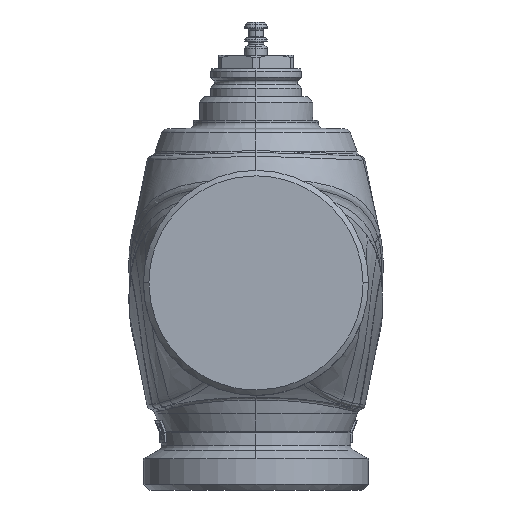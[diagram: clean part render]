
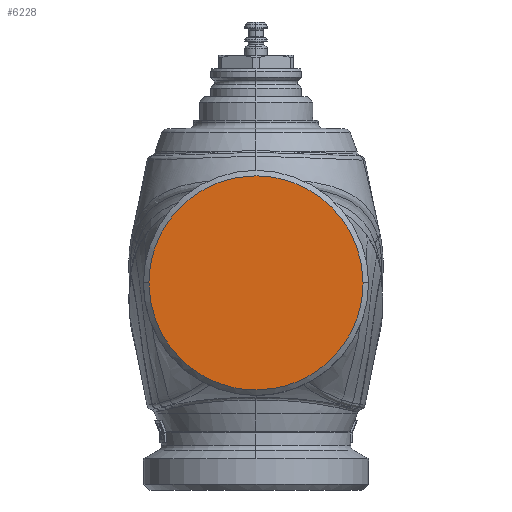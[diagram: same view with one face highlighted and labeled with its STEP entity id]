
A CAD part, left-side view. The second image highlights one B-rep face of the part: STEP entity #6228.
In plain terms, the highlighted planar face has unit normal (-1, 0, 0).
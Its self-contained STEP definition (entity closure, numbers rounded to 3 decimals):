
#6141=CARTESIAN_POINT('Axis2P3D Location',(-75.,0.,0.)) ;
#6147=CARTESIAN_POINT('Control Point',(-75.,0.,38.767)) ;
#6148=CARTESIAN_POINT('Control Point',(-75.,2.462,38.767)) ;
#6149=CARTESIAN_POINT('Control Point',(-75.,4.924,38.571)) ;
#6150=CARTESIAN_POINT('Control Point',(-75.,7.366,38.181)) ;
#6151=CARTESIAN_POINT('Control Point',(-75.,13.334,36.731)) ;
#6152=CARTESIAN_POINT('Control Point',(-75.,18.925,34.132)) ;
#6153=CARTESIAN_POINT('Control Point',(-75.,22.068,32.19)) ;
#6154=CARTESIAN_POINT('Control Point',(-75.,27.836,27.6)) ;
#6155=CARTESIAN_POINT('Control Point',(-75.,32.377,21.793)) ;
#6156=CARTESIAN_POINT('Control Point',(-75.,34.292,18.633)) ;
#6157=CARTESIAN_POINT('Control Point',(-75.,36.815,13.081)) ;
#6158=CARTESIAN_POINT('Control Point',(-75.,38.212,7.169)) ;
#6159=CARTESIAN_POINT('Control Point',(-75.,38.582,4.792)) ;
#6160=CARTESIAN_POINT('Control Point',(-75.,38.767,2.396)) ;
#6161=CARTESIAN_POINT('Control Point',(-75.,38.767,0.)) ;
#6162=CARTESIAN_POINT('Vertex',(-75.,0.,38.767)) ;
#6164=CARTESIAN_POINT('Vertex',(-75.,38.767,0.)) ;
#6168=CARTESIAN_POINT('Control Point',(-75.,38.767,0.)) ;
#6169=CARTESIAN_POINT('Control Point',(-75.,38.767,-3.66)) ;
#6170=CARTESIAN_POINT('Control Point',(-75.,38.335,-7.321)) ;
#6171=CARTESIAN_POINT('Control Point',(-75.,37.471,-10.913)) ;
#6172=CARTESIAN_POINT('Control Point',(-75.,34.911,-17.826)) ;
#6173=CARTESIAN_POINT('Control Point',(-75.,30.813,-23.953)) ;
#6174=CARTESIAN_POINT('Control Point',(-75.,28.41,-26.759)) ;
#6175=CARTESIAN_POINT('Control Point',(-75.,22.987,-31.752)) ;
#6176=CARTESIAN_POINT('Control Point',(-75.,16.55,-35.345)) ;
#6177=CARTESIAN_POINT('Control Point',(-75.,13.133,-36.752)) ;
#6178=CARTESIAN_POINT('Control Point',(-75.,8.421,-38.066)) ;
#6179=CARTESIAN_POINT('Control Point',(-75.,3.592,-38.628)) ;
#6180=CARTESIAN_POINT('Control Point',(-75.,2.396,-38.721)) ;
#6181=CARTESIAN_POINT('Control Point',(-75.,1.198,-38.767)) ;
#6182=CARTESIAN_POINT('Control Point',(-75.,0.,-38.767)) ;
#6183=CARTESIAN_POINT('Vertex',(-75.,0.,-38.767)) ;
#6187=CARTESIAN_POINT('Control Point',(-75.,0.,-38.767)) ;
#6188=CARTESIAN_POINT('Control Point',(-75.,-2.462,-38.767)) ;
#6189=CARTESIAN_POINT('Control Point',(-75.,-4.924,-38.571)) ;
#6190=CARTESIAN_POINT('Control Point',(-75.,-7.366,-38.181)) ;
#6191=CARTESIAN_POINT('Control Point',(-75.,-13.334,-36.731)) ;
#6192=CARTESIAN_POINT('Control Point',(-75.,-18.925,-34.132)) ;
#6193=CARTESIAN_POINT('Control Point',(-75.,-22.068,-32.19)) ;
#6194=CARTESIAN_POINT('Control Point',(-75.,-27.836,-27.6)) ;
#6195=CARTESIAN_POINT('Control Point',(-75.,-32.377,-21.793)) ;
#6196=CARTESIAN_POINT('Control Point',(-75.,-34.292,-18.633)) ;
#6197=CARTESIAN_POINT('Control Point',(-75.,-36.815,-13.081)) ;
#6198=CARTESIAN_POINT('Control Point',(-75.,-38.212,-7.169)) ;
#6199=CARTESIAN_POINT('Control Point',(-75.,-38.582,-4.792)) ;
#6200=CARTESIAN_POINT('Control Point',(-75.,-38.767,-2.396)) ;
#6201=CARTESIAN_POINT('Control Point',(-75.,-38.767,0.)) ;
#6202=CARTESIAN_POINT('Vertex',(-75.,-38.767,0.)) ;
#6206=CARTESIAN_POINT('Control Point',(-75.,-38.767,0.)) ;
#6207=CARTESIAN_POINT('Control Point',(-75.,-38.767,3.66)) ;
#6208=CARTESIAN_POINT('Control Point',(-75.,-38.335,7.321)) ;
#6209=CARTESIAN_POINT('Control Point',(-75.,-37.471,10.913)) ;
#6210=CARTESIAN_POINT('Control Point',(-75.,-34.911,17.826)) ;
#6211=CARTESIAN_POINT('Control Point',(-75.,-30.813,23.953)) ;
#6212=CARTESIAN_POINT('Control Point',(-75.,-28.41,26.759)) ;
#6213=CARTESIAN_POINT('Control Point',(-75.,-22.987,31.752)) ;
#6214=CARTESIAN_POINT('Control Point',(-75.,-16.55,35.345)) ;
#6215=CARTESIAN_POINT('Control Point',(-75.,-13.133,36.752)) ;
#6216=CARTESIAN_POINT('Control Point',(-75.,-8.421,38.066)) ;
#6217=CARTESIAN_POINT('Control Point',(-75.,-3.592,38.628)) ;
#6218=CARTESIAN_POINT('Control Point',(-75.,-2.396,38.721)) ;
#6219=CARTESIAN_POINT('Control Point',(-75.,-1.198,38.767)) ;
#6220=CARTESIAN_POINT('Control Point',(-75.,0.,38.767)) ;
#6142=DIRECTION('Axis2P3D Direction',(1.,0.,0.)) ;
#6143=DIRECTION('Axis2P3D XDirection',(0.,1.,0.)) ;
#6144=AXIS2_PLACEMENT_3D('Plane Axis2P3D',#6141,#6142,#6143) ;
#6145=PLANE('',#6144) ;
#6166=EDGE_CURVE('',#6163,#6165,#6146,.T.) ;
#6185=EDGE_CURVE('',#6165,#6184,#6167,.T.) ;
#6204=EDGE_CURVE('',#6184,#6203,#6186,.T.) ;
#6221=EDGE_CURVE('',#6203,#6163,#6205,.T.) ;
#6223=ORIENTED_EDGE('',*,*,#6166,.T.) ;
#6224=ORIENTED_EDGE('',*,*,#6185,.T.) ;
#6225=ORIENTED_EDGE('',*,*,#6204,.T.) ;
#6226=ORIENTED_EDGE('',*,*,#6221,.T.) ;
#6222=EDGE_LOOP('',(#6223,#6224,#6225,#6226)) ;
#6163=VERTEX_POINT('',#6162) ;
#6165=VERTEX_POINT('',#6164) ;
#6184=VERTEX_POINT('',#6183) ;
#6203=VERTEX_POINT('',#6202) ;
#6228=ADVANCED_FACE('PartBody',(#6227),#6145,.F.) ;
#6146=B_SPLINE_CURVE_WITH_KNOTS('',5,(#6147,#6148,#6149,#6150,#6151,#6152,#6153,#6154,#6155,#6156,#6157,#6158,#6159,#6160,#6161),.UNSPECIFIED.,.F.,.U.,(6,3,3,3,6),(86.118,103.528,129.41,155.292,172.236),.UNSPECIFIED.) ;
#6167=B_SPLINE_CURVE_WITH_KNOTS('',5,(#6168,#6169,#6170,#6171,#6172,#6173,#6174,#6175,#6176,#6177,#6178,#6179,#6180,#6181,#6182),.UNSPECIFIED.,.F.,.U.,(6,3,3,3,6),(0.,25.882,51.764,77.646,86.118),.UNSPECIFIED.) ;
#6186=B_SPLINE_CURVE_WITH_KNOTS('',5,(#6187,#6188,#6189,#6190,#6191,#6192,#6193,#6194,#6195,#6196,#6197,#6198,#6199,#6200,#6201),.UNSPECIFIED.,.F.,.U.,(6,3,3,3,6),(86.118,103.528,129.41,155.292,172.236),.UNSPECIFIED.) ;
#6205=B_SPLINE_CURVE_WITH_KNOTS('',5,(#6206,#6207,#6208,#6209,#6210,#6211,#6212,#6213,#6214,#6215,#6216,#6217,#6218,#6219,#6220),.UNSPECIFIED.,.F.,.U.,(6,3,3,3,6),(0.,25.882,51.764,77.646,86.118),.UNSPECIFIED.) ;
#6227=FACE_OUTER_BOUND('',#6222,.T.) ;
